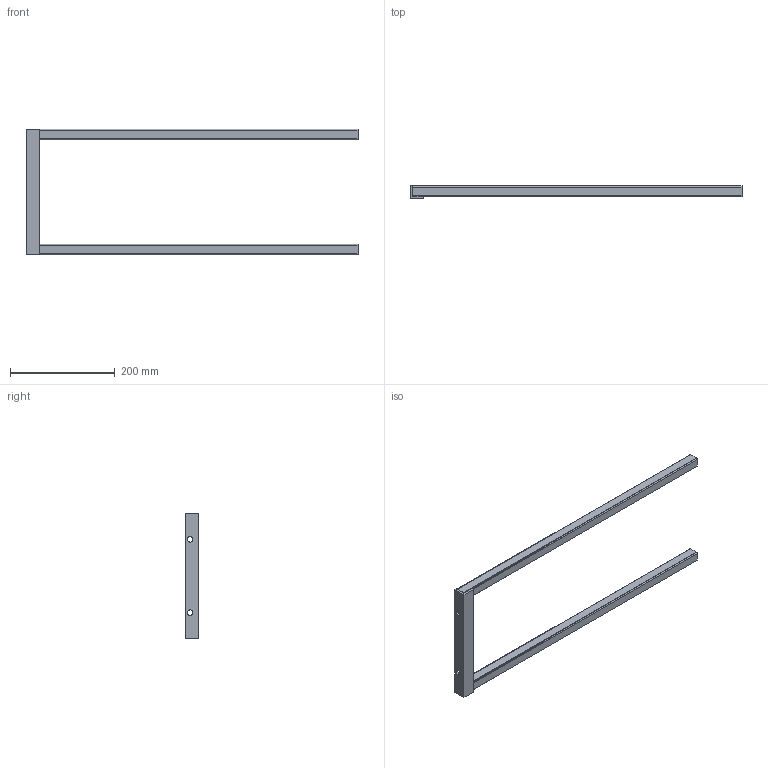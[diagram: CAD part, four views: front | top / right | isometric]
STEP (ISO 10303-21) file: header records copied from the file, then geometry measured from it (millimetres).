
FILE_DESCRIPTION (( 'STEP AP214' ), '1' );
FILE_NAME ('Â18.301.007 - Îïîðà ñòîëà.STEP', '2026-02-09T14:40:14', ( '' ), ( '' ), 'SwSTEP 2.0', 'SolidWorks 2019', '' );
FILE_SCHEMA (( 'AUTOMOTIVE_DESIGN' ));
Length unit declared in the file: millimetre
Products named in the file (3): Â18.301.007 - Îïîðà ñòîëà; 尤叛.746642.053 - 茵筢郷搱厬.746642.053-04; 蚧竊.746112.027 - 赶鎀鍧
Assembly tree (3 placements, depth 2):
  Â18.301.007 - Îïîðà ñòîëà
    蚧竊.746112.027 - 赶鎀鍧
    尤叛.746642.053 - 茵筢郷搱厬.746642.053-04  x2
Bounding box: 634 x 25 x 240 mm (x, y, z)
Volume: 179091 mm3; surface area: 204349.2 mm2
Topology: 3 solids, 3 shells, 49 faces, 129 edges, 86 vertices
Faces by surface type: plane 28, cylinder 21
Entity records: 1091 total; most frequent: DIRECTION 181, CARTESIAN_POINT 172, ORIENTED_EDGE 162, EDGE_CURVE 81, AXIS2_PLACEMENT_3D 63, VECTOR 55, LINE 55, VERTEX_POINT 54
